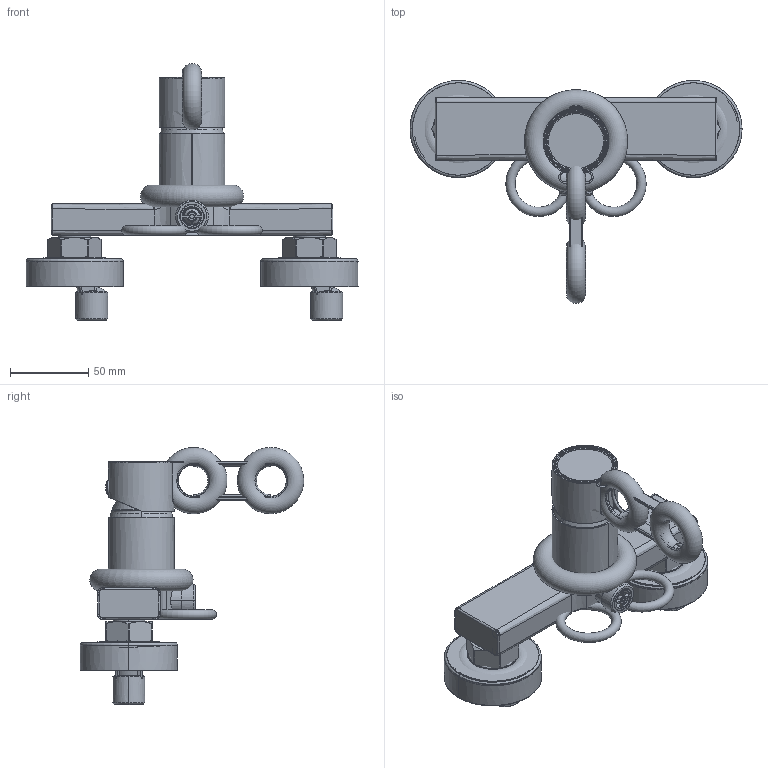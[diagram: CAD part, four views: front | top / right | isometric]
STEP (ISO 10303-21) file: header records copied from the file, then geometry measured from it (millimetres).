
FILE_DESCRIPTION((''),'2;1');
FILE_NAME('VBQ338211_ASM_ASM_ASM','2020-07-02T',('fth20'),(''),'CREO PARAMETRIC BY PTC INC, 2015480','CREO PARAMETRIC BY PTC INC, 2015480','');
FILE_SCHEMA(('CONFIG_CONTROL_DESIGN'));
Products named in the file (18): 80T338211_1_1; 8YG35000_1_1; 9ZG168060_1_1; 80P35VBQ2_1_1; 8EM5X5_1_1_2_1; 80N81050_2_1_2_1; 8JTSW001_1_1; 8J18X2A_1_1; 8NMSW001_1_1; 8J24X15X3_1_1; 80Q54000_1_1; 80Q01000_1_1; 8JT33076_1_1; 8J16X2A_4_1_1; J92030_2_1; VBQ338211_ASM_1_ASM_1_ASM; VBQ338211_ASM_ASM_1_ASM; VBQ338211_ASM_ASM_ASM
Assembly tree (23 placements, depth 4):
  VBQ338211_ASM_ASM_ASM
    VBQ338211_ASM_ASM_1_ASM
      VBQ338211_ASM_1_ASM_1_ASM
        80T338211_1_1
        8YG35000_1_1
        9ZG168060_1_1
        80P35VBQ2_1_1
        8EM5X5_1_1_2_1
        80N81050_2_1_2_1
        8JTSW001_1_1  x2
        8J18X2A_1_1  x2
        8NMSW001_1_1  x2
        8J24X15X3_1_1  x2
        80Q54000_1_1  x2
        80Q01000_1_1  x2
        8JT33076_1_1
        8J16X2A_4_1_1
        J92030_2_1
Bounding box: 212 x 142.64 x 164.15 mm (x, y, z)
Surface area: 222022.6 mm2 (no closed solid volume)
Topology: 0 solids, 0 shells, 816 faces, 4405 edges, 4293 vertices
Faces by surface type: bspline 685, torus 129, sphere 2
Entity records: 88788 total; most frequent: CARTESIAN_POINT 51977, DIRECTION 6616, TRIMMED_CURVE 5030, VECTOR 3768, LINE 3768, DEFINITIONAL_REPRESENTATION 3389, PCURVE 3389, COMPOSITE_CURVE_SEGMENT 3389
